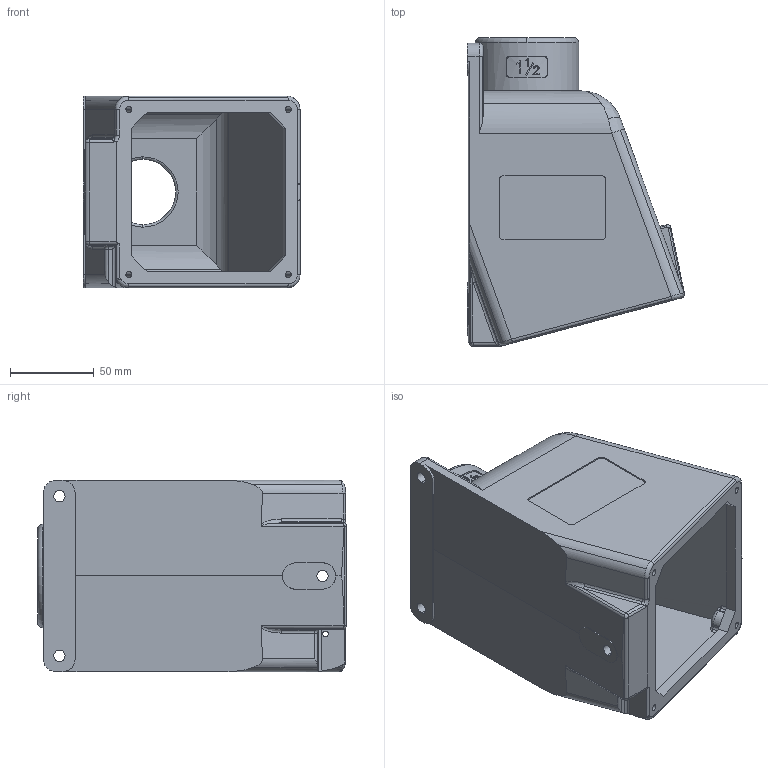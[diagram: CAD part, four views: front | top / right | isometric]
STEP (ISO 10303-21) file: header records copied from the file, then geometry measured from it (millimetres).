
FILE_DESCRIPTION (( 'STEP AP203' ), '1' );
FILE_NAME ('BB602WA.step', '2022-08-17T20:08:35', ( '' ), ( '' ), 'SwSTEP 2.0', 'SolidWorks 2021', '' );
FILE_SCHEMA (( 'CONFIG_CONTROL_DESIGN' ));
Length unit declared in the file: inch
Products named in the file (1): BB602WA
Bounding box: 129.56 x 184.15 x 114.3 mm (x, y, z)
Volume: 391857.8 mm3; surface area: 154151.1 mm2
Topology: 1 solids, 1 shells, 372 faces, 1004 edges, 647 vertices
Faces by surface type: cylinder 178, plane 147, torus 27, bspline 16, sphere 2, cone 2
Entity records: 13221 total; most frequent: CARTESIAN_POINT 4220, ORIENTED_EDGE 2004, DIRECTION 1735, EDGE_CURVE 1002, VERTEX_POINT 647, AXIS2_PLACEMENT_3D 631, VECTOR 473, LINE 473
